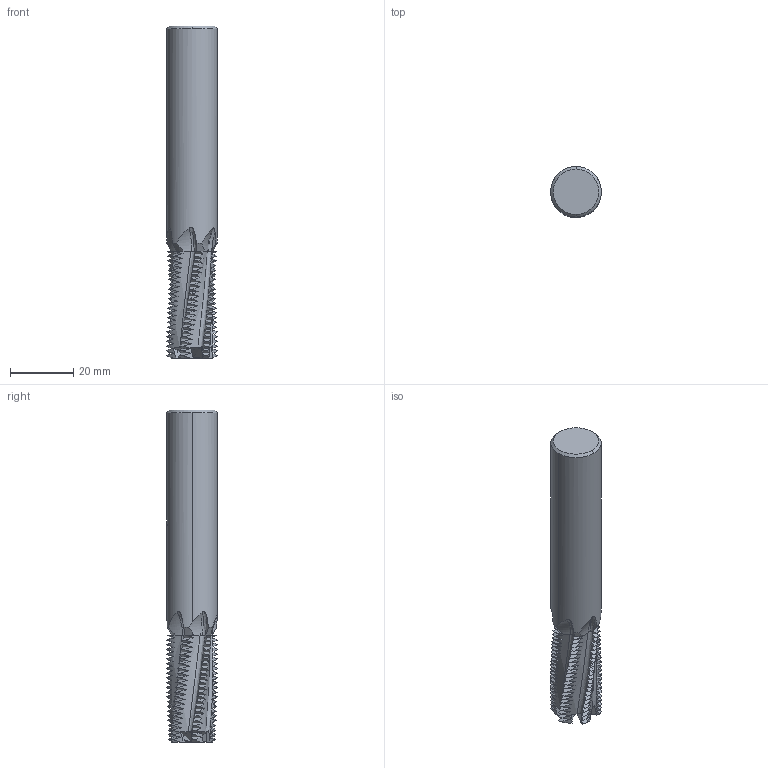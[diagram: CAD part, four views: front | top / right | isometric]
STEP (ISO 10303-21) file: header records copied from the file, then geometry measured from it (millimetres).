
FILE_DESCRIPTION(('no description'),'unknown implementation level');
FILE_NAME('solid3fWH01GsMZB4qjX6FBo1iXxBYJY_1.STP',' ',('CIMSOURCE GmbH'),('CADClick - KiM GmbH - www.kimweb.de'),'unknown preprocess','ACIS','unknown authorization');
FILE_SCHEMA(('automotive_design'));
Length unit declared in the file: millimetre
Products named in the file (2): 1; 2
Bounding box: 16 x 16 x 105 mm (x, y, z)
Volume: 18379.8 mm3; surface area: 8352.2 mm2
Topology: 2 solids, 2 shells, 596 faces, 1742 edges, 1151 vertices
Faces by surface type: cone 344, bspline 156, plane 57, cylinder 21, torus 18
Entity records: 53480 total; most frequent: CARTESIAN_POINT 20734, STYLED_ITEM 3491, PRESENTATION_STYLE_ASSIGNMENT 3491, COLOUR_RGB 3491, ORIENTED_EDGE 3484, DIRECTION 1921, EDGE_CURVE 1742, CURVE_STYLE 1742
